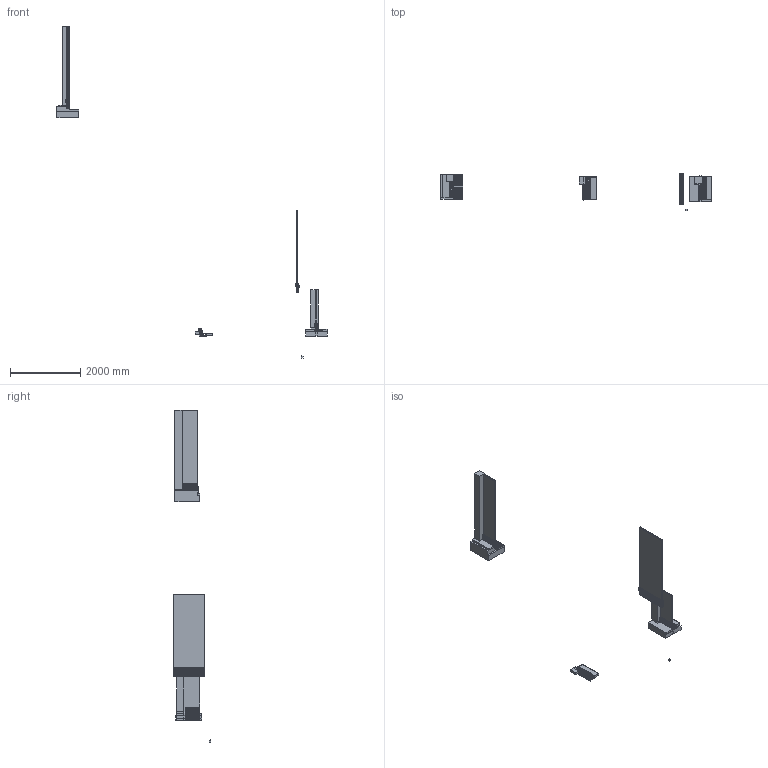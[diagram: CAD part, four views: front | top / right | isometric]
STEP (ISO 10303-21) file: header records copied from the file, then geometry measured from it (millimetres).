
FILE_DESCRIPTION(('STEP AP214'),'1');
FILE_NAME('20.06.10 Balkon Anschlussdetail Fenster u.STP','2020-06-10T15:51:10',(' '),(' '),'Spatial InterOp 3D',' ',' ');
FILE_SCHEMA(('automotive_design'));
Length unit declared in the file: millimetre
Products named in the file (509): 3D WÜRFEL; Quader; gerades Prisma; 1; 2; 3; 4; 5; 6; 7; 8; 9; 10; 11; 12; 13; 14; 15; 16; 17; 18; 19
Bounding box: 7690 x 1072.97 x 9448.5 mm (x, y, z)
Volume: 418529198.5 mm3; surface area: 46635766.2 mm2
Topology: 509 solids, 509 shells, 7486 faces, 19394 edges, 12925 vertices
Faces by surface type: plane 5171, cylinder 2314, torus 1
Entity records: 300382 total; most frequent: CARTESIAN_POINT 40326, DIRECTION 40006, ORIENTED_EDGE 38788, EDGE_CURVE 19394, LINE 14770, VECTOR 14770, VERTEX_POINT 12926, AXIS2_PLACEMENT_3D 12618
